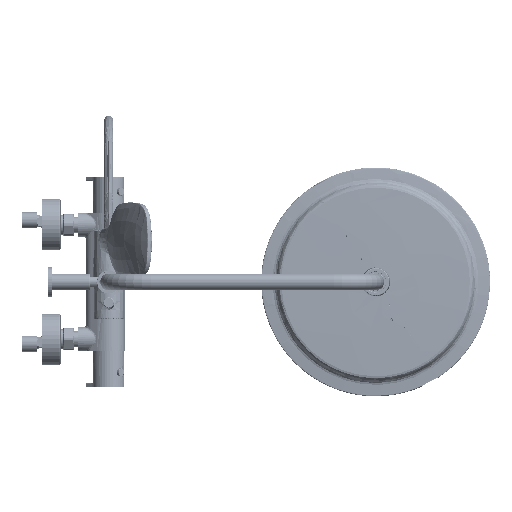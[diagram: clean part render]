
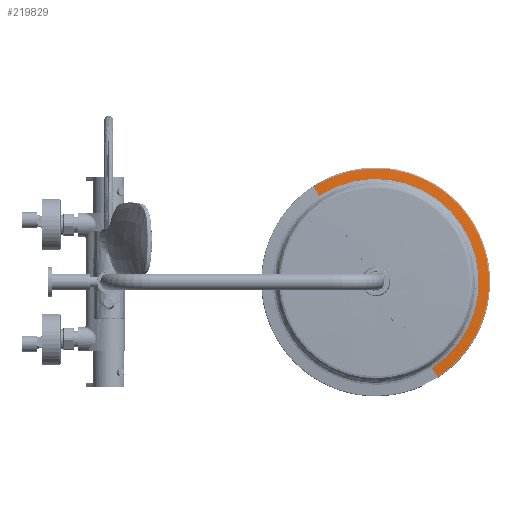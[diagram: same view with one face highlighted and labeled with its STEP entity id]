
A CAD part, front view. The second image highlights one B-rep face of the part: STEP entity #219829.
In plain terms, the highlighted free-form (B-spline) face has degree [3, 3] with [4, 7] control points.
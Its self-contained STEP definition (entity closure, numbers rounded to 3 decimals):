
#11259 = CARTESIAN_POINT ( 'NONE',  ( 350., -1073.953, 0. ) ) ;
#27302 = ORIENTED_EDGE ( 'NONE', *, *, #383276, .T. ) ;
#29447 = CARTESIAN_POINT ( 'NONE',  ( 425.661, -1073.247, 149.56 ) ) ;
#32414 = CARTESIAN_POINT ( 'NONE',  ( 271.051, -1073.247, 120.842 ) ) ;
#38381 = CARTESIAN_POINT ( 'NONE',  ( 489.144, -1073.958, -72.047 ) ) ;
#41364 = CARTESIAN_POINT ( 'NONE',  ( 426.657, -1073.247, -122.308 ) ) ;
#48891 = AXIS2_PLACEMENT_3D ( 'NONE', #241231, #377600, #144351 ) ;
#49433 = VERTEX_POINT ( 'NONE', #490698 ) ;
#79588 = VERTEX_POINT ( 'NONE', #95120 ) ;
#83906 = CARTESIAN_POINT ( 'NONE',  ( 463.66, -1073.958, 72.738 ) ) ;
#86888 = CARTESIAN_POINT ( 'NONE',  ( 268.499, -1072.564, 124.748 ) ) ;
#95120 = CARTESIAN_POINT ( 'NONE',  ( 268.544, -1072.576, 124.679 ) ) ;
#105250 = DIRECTION ( 'NONE',  ( 0., -1., 0. ) ) ;
#106267 = ORIENTED_EDGE ( 'NONE', *, *, #155562, .T. ) ;
#128515 = CARTESIAN_POINT ( 'NONE',  ( 280.531, -922.155, 106.331 ) ) ;
#129327 = CARTESIAN_POINT ( 'NONE',  ( 276.194, -1073.958, 112.97 ) ) ;
#129833 = VERTEX_POINT ( 'NONE', #513973 ) ;
#140620 =( BOUNDED_SURFACE ( )  B_SPLINE_SURFACE ( 3, 3, ( 
 ( #129327, #268677, #165828, #83906, #541428, #38381, #362591 ),
 ( #492924, #308143, #223202, #408003, #177719, #456477, #317159 ),
 ( #32414, #501901, #29447, #444529, #271684, #447499, #41364 ),
 ( #86888, #259711, #226189, #214215, #581003, #350650, #535463 ) ),
 .UNSPECIFIED., .F., .F., .F. ) 
 B_SPLINE_SURFACE_WITH_KNOTS ( ( 4, 4 ),
 ( 4, 3, 4 ),
 ( 0., 1. ),
 ( 0., 0.5, 1. ),
 .UNSPECIFIED. ) 
 GEOMETRIC_REPRESENTATION_ITEM ( )  RATIONAL_B_SPLINE_SURFACE ( (
 ( 1., 0.803, 0.803, 1., 0.803, 0.803, 1.),
 ( 0.999, 0.802, 0.802, 0.999, 0.802, 0.802, 0.999),
 ( 0.999, 0.802, 0.802, 0.999, 0.802, 0.802, 0.999),
 ( 1., 0.803, 0.803, 1., 0.803, 0.803, 1.) ) ) 
 REPRESENTATION_ITEM ( '' )  SURFACE ( )  );
#144351 = DIRECTION ( 'NONE',  ( 0.543, 0., -0.84 ) ) ;
#150983 = AXIS2_PLACEMENT_3D ( 'NONE', #11259, #435312, #196052 ) ;
#152967 = B_SPLINE_CURVE_WITH_KNOTS ( 'NONE', 3,
 ( #441532, #529435, #350604, #211177 ),
 .UNSPECIFIED., .F., .F.,
 ( 4, 4 ),
 ( 0., 1. ),
 .UNSPECIFIED. ) ;
#153540 = ORIENTED_EDGE ( 'NONE', *, *, #440545, .T. ) ;
#155562 = EDGE_CURVE ( 'NONE', #416285, #79588, #583010, .T. ) ;
#165828 = CARTESIAN_POINT ( 'NONE',  ( 420.732, -1073.958, 139.817 ) ) ;
#177719 = CARTESIAN_POINT ( 'NONE',  ( 512.054, -1073.712, 5.856 ) ) ;
#184867 = EDGE_LOOP ( 'NONE', ( #106267, #27302, #525776, #573362, #153540 ) ) ;
#196052 = DIRECTION ( 'NONE',  ( 0.543, 0., -0.84 ) ) ;
#199088 = DIRECTION ( 'NONE',  ( 0.547, 0., -0.837 ) ) ;
#211177 = CARTESIAN_POINT ( 'NONE',  ( 431.456, -1072.576, -124.678 ) ) ;
#214215 = CARTESIAN_POINT ( 'NONE',  ( 475.511, -1072.564, 80.322 ) ) ;
#219459 = CIRCLE ( 'NONE', #539130, 152.01 ) ;
#219829 = ADVANCED_FACE ( 'NONE', ( #356619 ), #140620, .F. ) ;
#223202 = CARTESIAN_POINT ( 'NONE',  ( 423.201, -1073.712, 144.697 ) ) ;
#226189 = CARTESIAN_POINT ( 'NONE',  ( 428.107, -1072.564, 154.395 ) ) ;
#241231 = CARTESIAN_POINT ( 'NONE',  ( 350., -1073.953, 0. ) ) ;
#259711 = CARTESIAN_POINT ( 'NONE',  ( 342.122, -1072.564, 172.848 ) ) ;
#268677 = CARTESIAN_POINT ( 'NONE',  ( 342.866, -1073.958, 156.528 ) ) ;
#271684 = CARTESIAN_POINT ( 'NONE',  ( 517.5, -1073.247, 6.053 ) ) ;
#283789 = CARTESIAN_POINT ( 'NONE',  ( 431.456, -1072.576, -124.678 ) ) ;
#297073 = EDGE_CURVE ( 'NONE', #129833, #371578, #548124, .T. ) ;
#308143 = CARTESIAN_POINT ( 'NONE',  ( 342.617, -1073.712, 161.991 ) ) ;
#309622 = EDGE_CURVE ( 'NONE', #371578, #49433, #542351, .T. ) ;
#312491 = CARTESIAN_POINT ( 'NONE',  ( 276.654, -1073.953, 113.369 ) ) ;
#317159 = CARTESIAN_POINT ( 'NONE',  ( 424.165, -1073.712, -118.331 ) ) ;
#350604 = CARTESIAN_POINT ( 'NONE',  ( 428.938, -1073.248, -120.817 ) ) ;
#350650 = CARTESIAN_POINT ( 'NONE',  ( 503.652, -1072.564, -79.559 ) ) ;
#356619 = FACE_OUTER_BOUND ( 'NONE', #184867, .T. ) ;
#358794 = DIRECTION ( 'NONE',  ( 0.837, 0., 0.547 ) ) ;
#362591 = CARTESIAN_POINT ( 'NONE',  ( 421.664, -1073.958, -114.341 ) ) ;
#371578 = VERTEX_POINT ( 'NONE', #312491 ) ;
#377600 = DIRECTION ( 'NONE',  ( 0., -1., 0. ) ) ;
#383276 = EDGE_CURVE ( 'NONE', #79588, #49433, #219459, .T. ) ;
#389843 = CARTESIAN_POINT ( 'NONE',  ( 350., -1072.576, 0. ) ) ;
#399062 = AXIS2_PLACEMENT_3D ( 'NONE', #389843, #105250, #199088 ) ;
#408003 = CARTESIAN_POINT ( 'NONE',  ( 467.627, -1073.712, 75.277 ) ) ;
#416285 = VERTEX_POINT ( 'NONE', #283789 ) ;
#435312 = DIRECTION ( 'NONE',  ( 0., -1., 0. ) ) ;
#440545 = EDGE_CURVE ( 'NONE', #129833, #416285, #152967, .T. ) ;
#441532 = CARTESIAN_POINT ( 'NONE',  ( 423.852, -1073.953, -113.04 ) ) ;
#444529 = CARTESIAN_POINT ( 'NONE',  ( 471.58, -1073.247, 77.807 ) ) ;
#447499 = CARTESIAN_POINT ( 'NONE',  ( 498.84, -1073.247, -77.067 ) ) ;
#456477 = CARTESIAN_POINT ( 'NONE',  ( 494.001, -1073.712, -74.561 ) ) ;
#490698 = CARTESIAN_POINT ( 'NONE',  ( 276.148, -1073.953, 113.04 ) ) ;
#492924 = CARTESIAN_POINT ( 'NONE',  ( 273.618, -1073.712, 116.913 ) ) ;
#501901 = CARTESIAN_POINT ( 'NONE',  ( 342.369, -1073.247, 167.435 ) ) ;
#513973 = CARTESIAN_POINT ( 'NONE',  ( 423.852, -1073.953, -113.04 ) ) ;
#525776 = ORIENTED_EDGE ( 'NONE', *, *, #309622, .F. ) ;
#529435 = CARTESIAN_POINT ( 'NONE',  ( 426.398, -1073.708, -116.933 ) ) ;
#535463 = CARTESIAN_POINT ( 'NONE',  ( 429.136, -1072.564, -126.262 ) ) ;
#539130 = AXIS2_PLACEMENT_3D ( 'NONE', #128515, #358794, #589137 ) ;
#541428 = CARTESIAN_POINT ( 'NONE',  ( 506.588, -1073.958, 5.659 ) ) ;
#542351 = CIRCLE ( 'NONE', #48891, 135.027 ) ;
#548124 = CIRCLE ( 'NONE', #150983, 135.027 ) ;
#573362 = ORIENTED_EDGE ( 'NONE', *, *, #297073, .F. ) ;
#581003 = CARTESIAN_POINT ( 'NONE',  ( 522.915, -1072.564, 6.249 ) ) ;
#583010 = CIRCLE ( 'NONE', #399062, 148.929 ) ;
#589137 = DIRECTION ( 'NONE',  ( -0.026, -0.999, 0.04 ) ) ;
